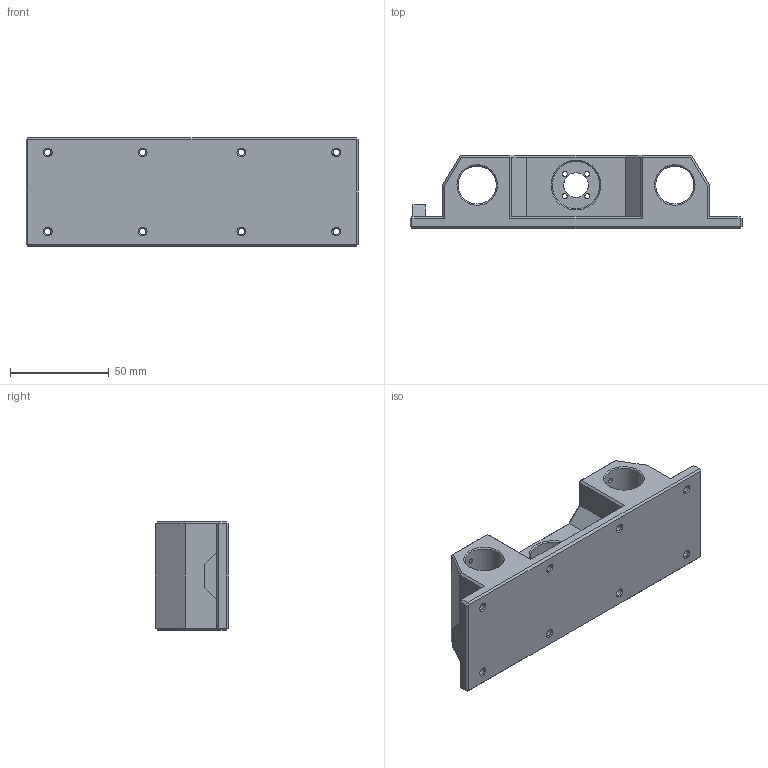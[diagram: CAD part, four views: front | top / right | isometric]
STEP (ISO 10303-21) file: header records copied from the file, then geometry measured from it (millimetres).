
FILE_DESCRIPTION(('FreeCAD Model'),'2;1');
FILE_NAME('Open CASCADE Shape Model','2024-06-08T22:06:47',(''),(''), 'Open CASCADE STEP processor 7.6','FreeCAD','Unknown');
FILE_SCHEMA(('AUTOMOTIVE_DESIGN { 1 0 10303 214 1 1 1 1 }'));
Length unit declared in the file: millimetre
Products named in the file (1): Y-Sled
Bounding box: 168 x 37 x 55 mm (x, y, z)
Volume: 170269.4 mm3; surface area: 43033.8 mm2
Topology: 1 solids, 1 shells, 159 faces, 378 edges, 219 vertices
Faces by surface type: plane 95, cone 35, cylinder 29
Full cylindrical faces by diameter (mm): 2.5 x8, 3.3 x8, 12.4 x1, 19.3 x4, 22 x1, 22.3 x2, 24 x1
Entity records: 5414 total; most frequent: CARTESIAN_POINT 1657, DIRECTION 770, ORIENTED_EDGE 756, EDGE_CURVE 378, LINE 274, VECTOR 274, AXIS2_PLACEMENT_3D 248, VERTEX_POINT 219
